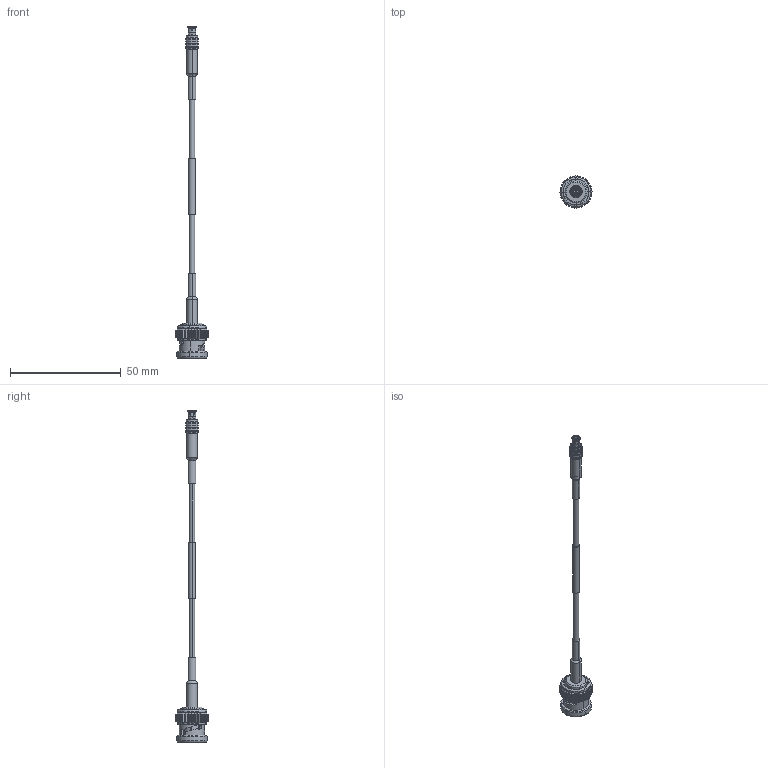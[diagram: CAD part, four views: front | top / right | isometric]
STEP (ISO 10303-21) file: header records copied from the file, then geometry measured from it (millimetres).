
FILE_DESCRIPTION (( 'STEP AP214' ), '1' );
FILE_NAME ('FMC0708315LF_3D.step', '2024-02-08T21:43:02', ( '' ), ( '' ), 'SwSTEP 2.0', 'SolidWorks 2022', '' );
FILE_SCHEMA (( 'AUTOMOTIVE_DESIGN' ));
Length unit declared in the file: inch
Products named in the file (5): RG316^FMC0708315LF_RG316U; SC9413A_3D^FMC0708315LF; FMC0708315LF_3D; SC6031_3D^FMC0708315LF; Heat Shrinks^FMC0708315LF
Assembly tree (5 placements, depth 2):
  FMC0708315LF_3D
    RG316^FMC0708315LF_RG316U
    Heat Shrinks^FMC0708315LF  x2
    SC6031_3D^FMC0708315LF
    SC9413A_3D^FMC0708315LF
Bounding box: 14.48 x 14.48 x 149.77 mm (x, y, z)
Volume: 3013.4 mm3; surface area: 4245.9 mm2
Topology: 7 solids, 8 shells, 584 faces, 1342 edges, 789 vertices
Faces by surface type: plane 209, cylinder 184, cone 171, bspline 16, torus 4
Entity records: 17941 total; most frequent: CARTESIAN_POINT 4977, DIRECTION 2683, ORIENTED_EDGE 2644, EDGE_CURVE 1322, AXIS2_PLACEMENT_3D 1116, VERTEX_POINT 780, EDGE_LOOP 602, ADVANCED_FACE 575
